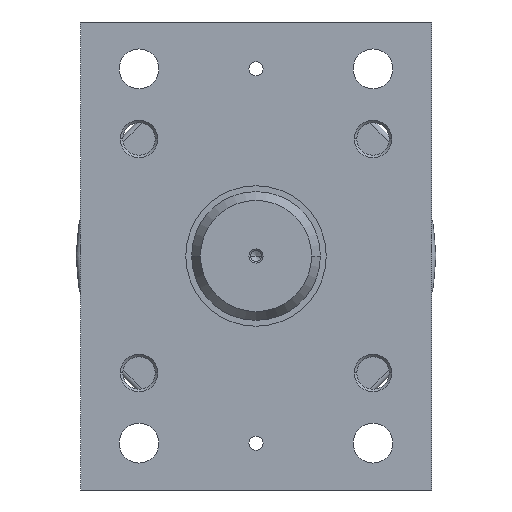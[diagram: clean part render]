
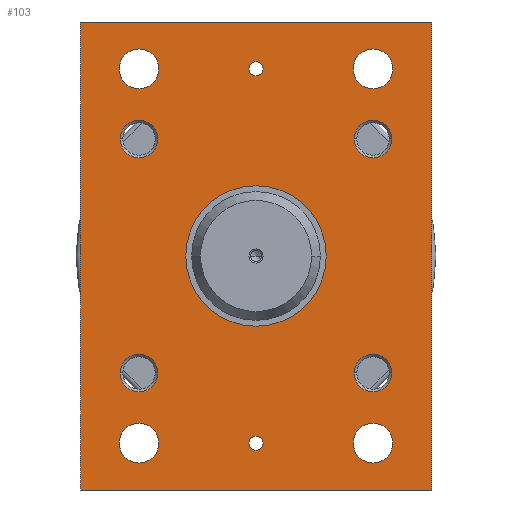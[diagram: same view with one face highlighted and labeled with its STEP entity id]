
A CAD part, left-side view. The second image highlights one B-rep face of the part: STEP entity #103.
In plain terms, the highlighted planar face has unit normal (-1, 0, 0).
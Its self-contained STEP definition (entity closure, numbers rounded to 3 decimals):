
#103=ADVANCED_FACE('',(#275,#276,#277,#278,#279,#280,#281,#282,#283,#284,#285,#286),#287,.F.);
#275=FACE_BOUND('',#541,.T.);
#276=FACE_BOUND('',#542,.T.);
#277=FACE_BOUND('',#543,.T.);
#278=FACE_BOUND('',#544,.T.);
#279=FACE_BOUND('',#545,.T.);
#280=FACE_BOUND('',#546,.T.);
#281=FACE_BOUND('',#547,.T.);
#282=FACE_BOUND('',#548,.T.);
#283=FACE_BOUND('',#549,.T.);
#284=FACE_BOUND('',#550,.T.);
#285=FACE_BOUND('',#551,.T.);
#286=FACE_OUTER_BOUND('',#552,.T.);
#287=PLANE('',#553);
#541=EDGE_LOOP('',(#806,#807));
#542=EDGE_LOOP('',(#808,#809));
#543=EDGE_LOOP('',(#810,#811));
#544=EDGE_LOOP('',(#812,#813));
#545=EDGE_LOOP('',(#814,#815));
#546=EDGE_LOOP('',(#816,#817));
#547=EDGE_LOOP('',(#818,#819));
#548=EDGE_LOOP('',(#820,#821));
#549=EDGE_LOOP('',(#822,#823));
#550=EDGE_LOOP('',(#824,#825));
#551=EDGE_LOOP('',(#826,#827));
#552=EDGE_LOOP('',(#828,#829,#830,#831));
#553=AXIS2_PLACEMENT_3D('',#832,#833,#834);
#806=ORIENTED_EDGE('',*,*,#1473,.T.);
#807=ORIENTED_EDGE('',*,*,#1474,.T.);
#808=ORIENTED_EDGE('',*,*,#1475,.T.);
#809=ORIENTED_EDGE('',*,*,#1476,.T.);
#810=ORIENTED_EDGE('',*,*,#1477,.T.);
#811=ORIENTED_EDGE('',*,*,#1478,.T.);
#812=ORIENTED_EDGE('',*,*,#1479,.T.);
#813=ORIENTED_EDGE('',*,*,#1480,.T.);
#814=ORIENTED_EDGE('',*,*,#1481,.T.);
#815=ORIENTED_EDGE('',*,*,#1482,.T.);
#816=ORIENTED_EDGE('',*,*,#1469,.T.);
#817=ORIENTED_EDGE('',*,*,#1483,.T.);
#818=ORIENTED_EDGE('',*,*,#1484,.T.);
#819=ORIENTED_EDGE('',*,*,#1485,.T.);
#820=ORIENTED_EDGE('',*,*,#1486,.T.);
#821=ORIENTED_EDGE('',*,*,#1487,.T.);
#822=ORIENTED_EDGE('',*,*,#1488,.T.);
#823=ORIENTED_EDGE('',*,*,#1489,.T.);
#824=ORIENTED_EDGE('',*,*,#1490,.T.);
#825=ORIENTED_EDGE('',*,*,#1491,.T.);
#826=ORIENTED_EDGE('',*,*,#1492,.T.);
#827=ORIENTED_EDGE('',*,*,#1493,.T.);
#828=ORIENTED_EDGE('',*,*,#1494,.T.);
#829=ORIENTED_EDGE('',*,*,#1495,.T.);
#830=ORIENTED_EDGE('',*,*,#1496,.T.);
#831=ORIENTED_EDGE('',*,*,#1497,.T.);
#832=CARTESIAN_POINT('',(-20.0,0.0,0.0));
#833=DIRECTION('',(1.0,0.0,0.));
#834=DIRECTION('',(0.,0.0,-1.0));
#1469=EDGE_CURVE('',#1729,#1727,#1730,.T.);
#1473=EDGE_CURVE('',#1735,#1736,#1737,.T.);
#1474=EDGE_CURVE('',#1736,#1735,#1738,.T.);
#1475=EDGE_CURVE('',#1739,#1740,#1741,.T.);
#1476=EDGE_CURVE('',#1740,#1739,#1742,.T.);
#1477=EDGE_CURVE('',#1743,#1744,#1745,.T.);
#1478=EDGE_CURVE('',#1744,#1743,#1746,.T.);
#1479=EDGE_CURVE('',#1747,#1748,#1749,.T.);
#1480=EDGE_CURVE('',#1748,#1747,#1750,.T.);
#1481=EDGE_CURVE('',#1751,#1752,#1753,.T.);
#1482=EDGE_CURVE('',#1752,#1751,#1754,.T.);
#1483=EDGE_CURVE('',#1727,#1729,#1755,.T.);
#1484=EDGE_CURVE('',#1756,#1757,#1758,.T.);
#1485=EDGE_CURVE('',#1757,#1756,#1759,.T.);
#1486=EDGE_CURVE('',#1760,#1761,#1762,.T.);
#1487=EDGE_CURVE('',#1761,#1760,#1763,.T.);
#1488=EDGE_CURVE('',#1764,#1765,#1766,.T.);
#1489=EDGE_CURVE('',#1765,#1764,#1767,.T.);
#1490=EDGE_CURVE('',#1768,#1769,#1770,.T.);
#1491=EDGE_CURVE('',#1769,#1768,#1771,.T.);
#1492=EDGE_CURVE('',#1772,#1773,#1774,.T.);
#1493=EDGE_CURVE('',#1773,#1772,#1775,.T.);
#1494=EDGE_CURVE('',#1776,#1777,#1778,.T.);
#1495=EDGE_CURVE('',#1777,#1779,#1780,.T.);
#1496=EDGE_CURVE('',#1779,#1781,#1782,.T.);
#1497=EDGE_CURVE('',#1781,#1776,#1783,.T.);
#1727=VERTEX_POINT('',#2099);
#1729=VERTEX_POINT('',#2102);
#1730=CIRCLE('',#2103,3.0);
#1735=VERTEX_POINT('',#2109);
#1736=VERTEX_POINT('',#2110);
#1737=CIRCLE('',#2111,8.0);
#1738=CIRCLE('',#2112,8.0);
#1739=VERTEX_POINT('',#2113);
#1740=VERTEX_POINT('',#2114);
#1741=CIRCLE('',#2115,8.0);
#1742=CIRCLE('',#2116,8.0);
#1743=VERTEX_POINT('',#2117);
#1744=VERTEX_POINT('',#2118);
#1745=CIRCLE('',#2119,8.0);
#1746=CIRCLE('',#2120,8.0);
#1747=VERTEX_POINT('',#2121);
#1748=VERTEX_POINT('',#2122);
#1749=CIRCLE('',#2123,8.0);
#1750=CIRCLE('',#2124,8.0);
#1751=VERTEX_POINT('',#2125);
#1752=VERTEX_POINT('',#2126);
#1753=CIRCLE('',#2127,3.0);
#1754=CIRCLE('',#2128,3.0);
#1755=CIRCLE('',#2129,3.0);
#1756=VERTEX_POINT('',#2130);
#1757=VERTEX_POINT('',#2131);
#1758=CIRCLE('',#2132,8.5);
#1759=CIRCLE('',#2133,8.5);
#1760=VERTEX_POINT('',#2134);
#1761=VERTEX_POINT('',#2135);
#1762=CIRCLE('',#2136,8.5);
#1763=CIRCLE('',#2137,8.5);
#1764=VERTEX_POINT('',#2138);
#1765=VERTEX_POINT('',#2139);
#1766=CIRCLE('',#2140,8.5);
#1767=CIRCLE('',#2141,8.5);
#1768=VERTEX_POINT('',#2142);
#1769=VERTEX_POINT('',#2143);
#1770=CIRCLE('',#2144,8.5);
#1771=CIRCLE('',#2145,8.5);
#1772=VERTEX_POINT('',#2146);
#1773=VERTEX_POINT('',#2147);
#1774=CIRCLE('',#2148,30.0);
#1775=CIRCLE('',#2149,30.0);
#1776=VERTEX_POINT('',#2150);
#1777=VERTEX_POINT('',#2151);
#1778=LINE('',#2152,#2153);
#1779=VERTEX_POINT('',#2154);
#1780=LINE('',#2155,#2156);
#1781=VERTEX_POINT('',#2157);
#1782=LINE('',#2158,#2159);
#1783=LINE('',#2160,#2161);
#2099=CARTESIAN_POINT('',(-20.0,0.,77.0));
#2102=CARTESIAN_POINT('',(-20.0,0.,83.0));
#2103=AXIS2_PLACEMENT_3D('',#2542,#2543,#2544);
#2109=CARTESIAN_POINT('',(-20.0,58.0,-50.0));
#2110=CARTESIAN_POINT('',(-20.0,42.0,-50.0));
#2111=AXIS2_PLACEMENT_3D('',#2549,#2550,#2551);
#2112=AXIS2_PLACEMENT_3D('',#2552,#2553,#2554);
#2113=CARTESIAN_POINT('',(-20.0,-42.0,-50.0));
#2114=CARTESIAN_POINT('',(-20.0,-58.0,-50.0));
#2115=AXIS2_PLACEMENT_3D('',#2555,#2556,#2557);
#2116=AXIS2_PLACEMENT_3D('',#2558,#2559,#2560);
#2117=CARTESIAN_POINT('',(-20.0,58.0,50.0));
#2118=CARTESIAN_POINT('',(-20.0,42.0,50.0));
#2119=AXIS2_PLACEMENT_3D('',#2561,#2562,#2563);
#2120=AXIS2_PLACEMENT_3D('',#2564,#2565,#2566);
#2121=CARTESIAN_POINT('',(-20.0,-42.0,50.0));
#2122=CARTESIAN_POINT('',(-20.0,-58.0,50.0));
#2123=AXIS2_PLACEMENT_3D('',#2567,#2568,#2569);
#2124=AXIS2_PLACEMENT_3D('',#2570,#2571,#2572);
#2125=CARTESIAN_POINT('',(-20.0,0.,-77.0));
#2126=CARTESIAN_POINT('',(-20.0,0.,-83.0));
#2127=AXIS2_PLACEMENT_3D('',#2573,#2574,#2575);
#2128=AXIS2_PLACEMENT_3D('',#2576,#2577,#2578);
#2129=AXIS2_PLACEMENT_3D('',#2579,#2580,#2581);
#2130=CARTESIAN_POINT('',(-20.0,50.0,-71.5));
#2131=CARTESIAN_POINT('',(-20.0,50.0,-88.5));
#2132=AXIS2_PLACEMENT_3D('',#2582,#2583,#2584);
#2133=AXIS2_PLACEMENT_3D('',#2585,#2586,#2587);
#2134=CARTESIAN_POINT('',(-20.0,-50.0,-71.5));
#2135=CARTESIAN_POINT('',(-20.0,-50.0,-88.5));
#2136=AXIS2_PLACEMENT_3D('',#2588,#2589,#2590);
#2137=AXIS2_PLACEMENT_3D('',#2591,#2592,#2593);
#2138=CARTESIAN_POINT('',(-20.0,50.0,88.5));
#2139=CARTESIAN_POINT('',(-20.0,50.0,71.5));
#2140=AXIS2_PLACEMENT_3D('',#2594,#2595,#2596);
#2141=AXIS2_PLACEMENT_3D('',#2597,#2598,#2599);
#2142=CARTESIAN_POINT('',(-20.0,-50.0,88.5));
#2143=CARTESIAN_POINT('',(-20.0,-50.0,71.5));
#2144=AXIS2_PLACEMENT_3D('',#2600,#2601,#2602);
#2145=AXIS2_PLACEMENT_3D('',#2603,#2604,#2605);
#2146=CARTESIAN_POINT('',(-20.0,0.,30.0));
#2147=CARTESIAN_POINT('',(-20.0,0.,-30.0));
#2148=AXIS2_PLACEMENT_3D('',#2606,#2607,#2608);
#2149=AXIS2_PLACEMENT_3D('',#2609,#2610,#2611);
#2150=CARTESIAN_POINT('',(-20.0,75.0,-100.0));
#2151=CARTESIAN_POINT('',(-20.0,-75.0,-100.0));
#2152=CARTESIAN_POINT('',(-20.0,0.0,-100.0));
#2153=VECTOR('',#2612,1.0);
#2154=CARTESIAN_POINT('',(-20.0,-75.0,100.0));
#2155=CARTESIAN_POINT('',(-20.0,-75.0,0.0));
#2156=VECTOR('',#2613,1.0);
#2157=CARTESIAN_POINT('',(-20.0,75.0,100.0));
#2158=CARTESIAN_POINT('',(-20.0,0.0,100.0));
#2159=VECTOR('',#2614,1.0);
#2160=CARTESIAN_POINT('',(-20.0,75.0,0.0));
#2161=VECTOR('',#2615,1.0);
#2542=CARTESIAN_POINT('',(-20.0,0.0,80.0));
#2543=DIRECTION('',(1.0,0.0,0.));
#2544=DIRECTION('',(0.,0.0,-1.0));
#2549=CARTESIAN_POINT('',(-20.0,50.0,-50.0));
#2550=DIRECTION('',(1.0,-0.0,0.));
#2551=DIRECTION('',(0.0,1.0,0.0));
#2552=CARTESIAN_POINT('',(-20.0,50.0,-50.0));
#2553=DIRECTION('',(1.0,-0.0,0.));
#2554=DIRECTION('',(0.0,1.0,0.0));
#2555=CARTESIAN_POINT('',(-20.0,-50.0,-50.0));
#2556=DIRECTION('',(1.0,-0.0,0.));
#2557=DIRECTION('',(0.0,1.0,0.0));
#2558=CARTESIAN_POINT('',(-20.0,-50.0,-50.0));
#2559=DIRECTION('',(1.0,-0.0,0.));
#2560=DIRECTION('',(0.0,1.0,0.0));
#2561=CARTESIAN_POINT('',(-20.0,50.0,50.0));
#2562=DIRECTION('',(1.0,-0.0,0.));
#2563=DIRECTION('',(0.0,1.0,0.0));
#2564=CARTESIAN_POINT('',(-20.0,50.0,50.0));
#2565=DIRECTION('',(1.0,-0.0,0.));
#2566=DIRECTION('',(0.0,1.0,0.0));
#2567=CARTESIAN_POINT('',(-20.0,-50.0,50.0));
#2568=DIRECTION('',(1.0,-0.0,0.));
#2569=DIRECTION('',(0.0,1.0,0.0));
#2570=CARTESIAN_POINT('',(-20.0,-50.0,50.0));
#2571=DIRECTION('',(1.0,-0.0,0.));
#2572=DIRECTION('',(0.0,1.0,0.0));
#2573=CARTESIAN_POINT('',(-20.0,0.0,-80.0));
#2574=DIRECTION('',(1.0,0.0,0.));
#2575=DIRECTION('',(0.,0.0,-1.0));
#2576=CARTESIAN_POINT('',(-20.0,0.0,-80.0));
#2577=DIRECTION('',(1.0,0.0,0.));
#2578=DIRECTION('',(0.,0.0,-1.0));
#2579=CARTESIAN_POINT('',(-20.0,0.0,80.0));
#2580=DIRECTION('',(1.0,0.0,0.));
#2581=DIRECTION('',(0.,0.0,-1.0));
#2582=CARTESIAN_POINT('',(-20.0,50.0,-80.0));
#2583=DIRECTION('',(1.0,0.0,0.));
#2584=DIRECTION('',(0.,0.0,-1.0));
#2585=CARTESIAN_POINT('',(-20.0,50.0,-80.0));
#2586=DIRECTION('',(1.0,0.0,0.));
#2587=DIRECTION('',(0.,0.0,-1.0));
#2588=CARTESIAN_POINT('',(-20.0,-50.0,-80.0));
#2589=DIRECTION('',(1.0,0.0,0.));
#2590=DIRECTION('',(0.,0.0,-1.0));
#2591=CARTESIAN_POINT('',(-20.0,-50.0,-80.0));
#2592=DIRECTION('',(1.0,0.0,0.));
#2593=DIRECTION('',(0.,0.0,-1.0));
#2594=CARTESIAN_POINT('',(-20.0,50.0,80.0));
#2595=DIRECTION('',(1.0,0.0,0.));
#2596=DIRECTION('',(0.,0.0,-1.0));
#2597=CARTESIAN_POINT('',(-20.0,50.0,80.0));
#2598=DIRECTION('',(1.0,0.0,0.));
#2599=DIRECTION('',(0.,0.0,-1.0));
#2600=CARTESIAN_POINT('',(-20.0,-50.0,80.0));
#2601=DIRECTION('',(1.0,0.0,0.));
#2602=DIRECTION('',(0.,0.0,-1.0));
#2603=CARTESIAN_POINT('',(-20.0,-50.0,80.0));
#2604=DIRECTION('',(1.0,0.0,0.));
#2605=DIRECTION('',(0.,0.0,-1.0));
#2606=CARTESIAN_POINT('',(-20.0,0.0,0.0));
#2607=DIRECTION('',(1.0,0.0,0.));
#2608=DIRECTION('',(0.,0.0,-1.0));
#2609=CARTESIAN_POINT('',(-20.0,0.0,0.0));
#2610=DIRECTION('',(1.0,0.0,0.));
#2611=DIRECTION('',(0.,0.0,-1.0));
#2612=DIRECTION('',(0.0,-1.0,0.0));
#2613=DIRECTION('',(0.,0.0,1.0));
#2614=DIRECTION('',(0.0,1.0,0.0));
#2615=DIRECTION('',(0.,0.0,-1.0));
